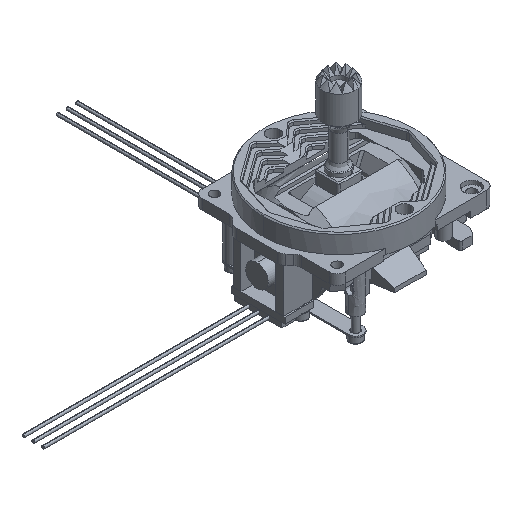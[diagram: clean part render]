
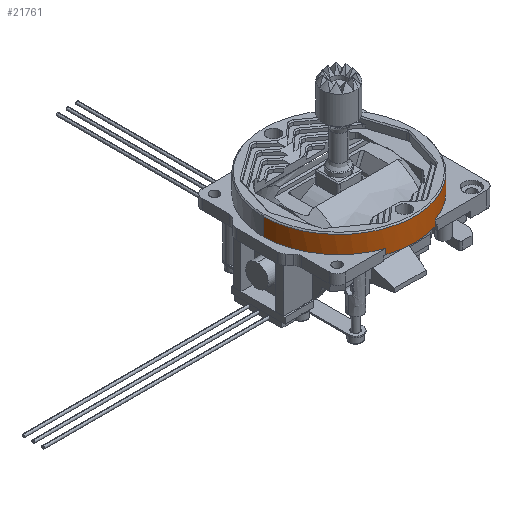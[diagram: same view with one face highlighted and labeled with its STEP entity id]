
A CAD part, isometric view. The second image highlights one B-rep face of the part: STEP entity #21761.
In plain terms, the highlighted free-form (B-spline) face has degree [2, 1] with [5, 2] control points.
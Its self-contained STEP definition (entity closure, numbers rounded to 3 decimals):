
#18062 = VERTEX_POINT('',#18063);
#18063 = CARTESIAN_POINT('',(25.899,0.,5.964));
#18069 = VERTEX_POINT('',#18070);
#18070 = CARTESIAN_POINT('',(-25.899,0.,
    5.964));
#19050 = VERTEX_POINT('',#19051);
#19051 = CARTESIAN_POINT('',(-25.899,0.,0.));
#19057 = EDGE_CURVE('',#19050,#18069,#19058,.T.);
#19058 = B_SPLINE_CURVE_WITH_KNOTS('',1,(#19059,#19060),.UNSPECIFIED.,
  .F.,.F.,(2,2),(1.44,5.7),.PIECEWISE_BEZIER_KNOTS.);
#19059 = CARTESIAN_POINT('',(-25.899,0.,0.));
#19060 = CARTESIAN_POINT('',(-25.899,0.,
    5.964));
#19063 = EDGE_CURVE('',#19064,#18062,#19066,.T.);
#19064 = VERTEX_POINT('',#19065);
#19065 = CARTESIAN_POINT('',(25.899,0.,0.));
#19066 = B_SPLINE_CURVE_WITH_KNOTS('',1,(#19067,#19068),.UNSPECIFIED.,
  .F.,.F.,(2,2),(1.44,5.7),.PIECEWISE_BEZIER_KNOTS.);
#19067 = CARTESIAN_POINT('',(25.899,0.,0.));
#19068 = CARTESIAN_POINT('',(25.899,0.,5.964));
#21095 = VERTEX_POINT('',#21096);
#21096 = CARTESIAN_POINT('',(8.4,-24.499,0.));
#21101 = EDGE_CURVE('',#21095,#21102,#21104,.T.);
#21102 = VERTEX_POINT('',#21103);
#21103 = CARTESIAN_POINT('',(8.4,-24.499,
    -1.82));
#21104 = B_SPLINE_CURVE_WITH_KNOTS('',1,(#21105,#21106),.UNSPECIFIED.,
  .F.,.F.,(2,2),(-1.44,-0.14),.PIECEWISE_BEZIER_KNOTS.);
#21105 = CARTESIAN_POINT('',(8.4,-24.499,0.));
#21106 = CARTESIAN_POINT('',(8.4,-24.499,
    -1.82));
#21761 = ADVANCED_FACE('',(#21762),#21802,.T.);
#21762 = FACE_BOUND('',#21763,.T.);
#21763 = EDGE_LOOP('',(#21764,#21765,#21773,#21780,#21786,#21787,#21793,
    #21794));
#21764 = ORIENTED_EDGE('',*,*,#19057,.F.);
#21765 = ORIENTED_EDGE('',*,*,#21766,.T.);
#21766 = EDGE_CURVE('',#19050,#21767,#21769,.T.);
#21767 = VERTEX_POINT('',#21768);
#21768 = CARTESIAN_POINT('',(-8.4,-24.499,0.));
#21769 = ( BOUNDED_CURVE() B_SPLINE_CURVE(2,(#21770,#21771,#21772),
.UNSPECIFIED.,.F.,.F.) B_SPLINE_CURVE_WITH_KNOTS((3,3),(0.,
1.24),.PIECEWISE_BEZIER_KNOTS.) CURVE() 
GEOMETRIC_REPRESENTATION_ITEM() RATIONAL_B_SPLINE_CURVE((1.,
0.814,1.)) REPRESENTATION_ITEM('') );
#21770 = CARTESIAN_POINT('',(-25.899,0.,0.));
#21771 = CARTESIAN_POINT('',(-25.899,-18.5,0.));
#21772 = CARTESIAN_POINT('',(-8.4,-24.499,0.));
#21773 = ORIENTED_EDGE('',*,*,#21774,.F.);
#21774 = EDGE_CURVE('',#21775,#21767,#21777,.T.);
#21775 = VERTEX_POINT('',#21776);
#21776 = CARTESIAN_POINT('',(-8.4,-24.499,
    -1.82));
#21777 = B_SPLINE_CURVE_WITH_KNOTS('',1,(#21778,#21779),.UNSPECIFIED.,
  .F.,.F.,(2,2),(0.14,1.44),.PIECEWISE_BEZIER_KNOTS.);
#21778 = CARTESIAN_POINT('',(-8.4,-24.499,
    -1.82));
#21779 = CARTESIAN_POINT('',(-8.4,-24.499,0.));
#21780 = ORIENTED_EDGE('',*,*,#21781,.F.);
#21781 = EDGE_CURVE('',#21102,#21775,#21782,.T.);
#21782 = ( BOUNDED_CURVE() B_SPLINE_CURVE(2,(#21783,#21784,#21785),
.UNSPECIFIED.,.F.,.F.) B_SPLINE_CURVE_WITH_KNOTS((3,3),(1.24,
1.901),.PIECEWISE_BEZIER_KNOTS.) CURVE() 
GEOMETRIC_REPRESENTATION_ITEM() RATIONAL_B_SPLINE_CURVE((1.,
0.946,1.)) REPRESENTATION_ITEM('') );
#21783 = CARTESIAN_POINT('',(8.4,-24.499,
    -1.82));
#21784 = CARTESIAN_POINT('',(0.,-27.379,
    -1.82));
#21785 = CARTESIAN_POINT('',(-8.4,-24.499,
    -1.82));
#21786 = ORIENTED_EDGE('',*,*,#21101,.F.);
#21787 = ORIENTED_EDGE('',*,*,#21788,.T.);
#21788 = EDGE_CURVE('',#21095,#19064,#21789,.T.);
#21789 = ( BOUNDED_CURVE() B_SPLINE_CURVE(2,(#21790,#21791,#21792),
.UNSPECIFIED.,.F.,.F.) B_SPLINE_CURVE_WITH_KNOTS((3,3),(1.901,
3.142),.PIECEWISE_BEZIER_KNOTS.) CURVE() 
GEOMETRIC_REPRESENTATION_ITEM() RATIONAL_B_SPLINE_CURVE((1.,
0.814,1.)) REPRESENTATION_ITEM('') );
#21790 = CARTESIAN_POINT('',(8.4,-24.499,0.));
#21791 = CARTESIAN_POINT('',(25.899,-18.5,0.));
#21792 = CARTESIAN_POINT('',(25.899,0.,0.));
#21793 = ORIENTED_EDGE('',*,*,#19063,.T.);
#21794 = ORIENTED_EDGE('',*,*,#21795,.T.);
#21795 = EDGE_CURVE('',#18062,#18069,#21796,.T.);
#21796 = ( BOUNDED_CURVE() B_SPLINE_CURVE(2,(#21797,#21798,#21799,#21800
,#21801),.UNSPECIFIED.,.F.,.F.) B_SPLINE_CURVE_WITH_KNOTS((3,2,3),(0.,
1.571,3.142),.PIECEWISE_BEZIER_KNOTS.) CURVE() 
GEOMETRIC_REPRESENTATION_ITEM() RATIONAL_B_SPLINE_CURVE((1.,
0.707,1.,0.707,1.)) REPRESENTATION_ITEM('') );
#21797 = CARTESIAN_POINT('',(25.899,0.,5.964));
#21798 = CARTESIAN_POINT('',(25.899,-25.899,
    5.964));
#21799 = CARTESIAN_POINT('',(0.,-25.899,
    5.964));
#21800 = CARTESIAN_POINT('',(-25.899,-25.899,
    5.964));
#21801 = CARTESIAN_POINT('',(-25.899,0.,
    5.964));
#21802 = ( BOUNDED_SURFACE() B_SPLINE_SURFACE(2,1,(
    (#21803,#21804)
    ,(#21805,#21806)
    ,(#21807,#21808)
    ,(#21809,#21810)
    ,(#21811,#21812
)),.UNSPECIFIED.,.F.,.F.,.F.) B_SPLINE_SURFACE_WITH_KNOTS((3,2,3),(2,2),
  (3.142,4.712,6.283),(0.14,5.7),
.PIECEWISE_BEZIER_KNOTS.) GEOMETRIC_REPRESENTATION_ITEM() 
RATIONAL_B_SPLINE_SURFACE((
    (1.,1.)
    ,(0.707,0.707)
    ,(1.,1.)
    ,(0.707,0.707)
,(1.,1.))) REPRESENTATION_ITEM('') SURFACE() );
#21803 = CARTESIAN_POINT('',(-25.899,0.,
    -1.82));
#21804 = CARTESIAN_POINT('',(-25.899,0.,
    5.964));
#21805 = CARTESIAN_POINT('',(-25.899,-25.899,
    -1.82));
#21806 = CARTESIAN_POINT('',(-25.899,-25.899,
    5.964));
#21807 = CARTESIAN_POINT('',(0.,-25.899,
    -1.82));
#21808 = CARTESIAN_POINT('',(0.,-25.899,
    5.964));
#21809 = CARTESIAN_POINT('',(25.899,-25.899,
    -1.82));
#21810 = CARTESIAN_POINT('',(25.899,-25.899,
    5.964));
#21811 = CARTESIAN_POINT('',(25.899,0.,
    -1.82));
#21812 = CARTESIAN_POINT('',(25.899,0.,
    5.964));
